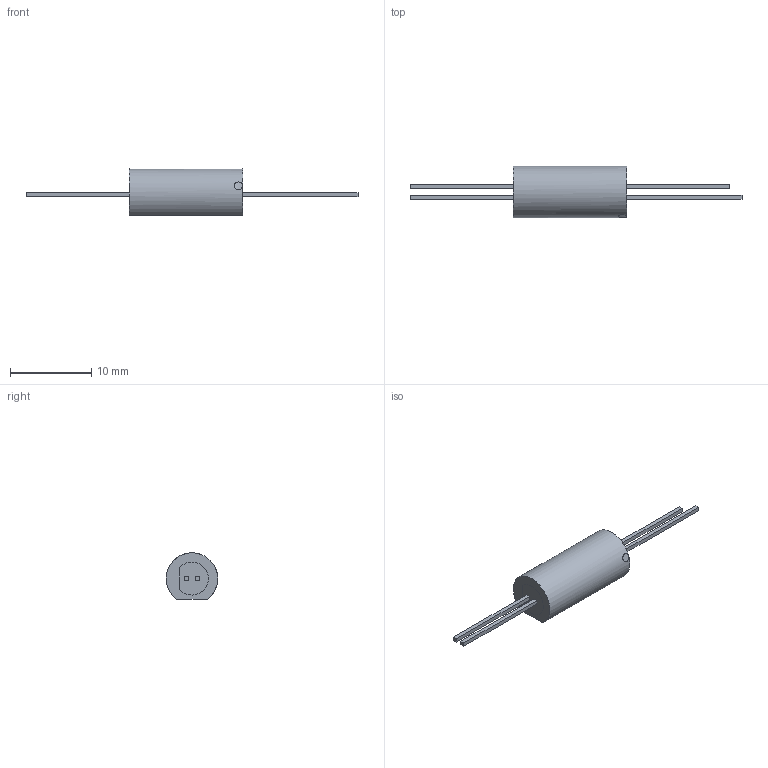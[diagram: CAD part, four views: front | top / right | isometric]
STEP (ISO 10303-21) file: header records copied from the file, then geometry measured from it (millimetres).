
FILE_DESCRIPTION (( 'STEP AP203' ), '1' );
FILE_NAME ('OPI1264.STEP', '2013-10-08T20:49:34', ( 'optek' ), ( '' ), 'SwSTEP 2.0', 'SolidWorks 2013', '' );
FILE_SCHEMA (( 'CONFIG_CONTROL_DESIGN' ));
Length unit declared in the file: inch
Products named in the file (1): OPI1264
Bounding box: 40.89 x 6.34 x 5.71 mm (x, y, z)
Volume: 432.9 mm3; surface area: 441.2 mm2
Topology: 1 solids, 1 shells, 31 faces, 68 edges, 45 vertices
Faces by surface type: plane 27, cylinder 4
Entity records: 942 total; most frequent: CARTESIAN_POINT 169, DIRECTION 138, ORIENTED_EDGE 136, EDGE_CURVE 68, LINE 60, VECTOR 60, VERTEX_POINT 45, AXIS2_PLACEMENT_3D 39
